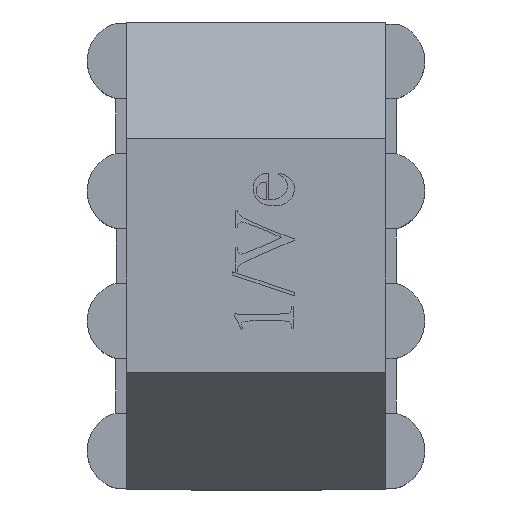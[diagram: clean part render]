
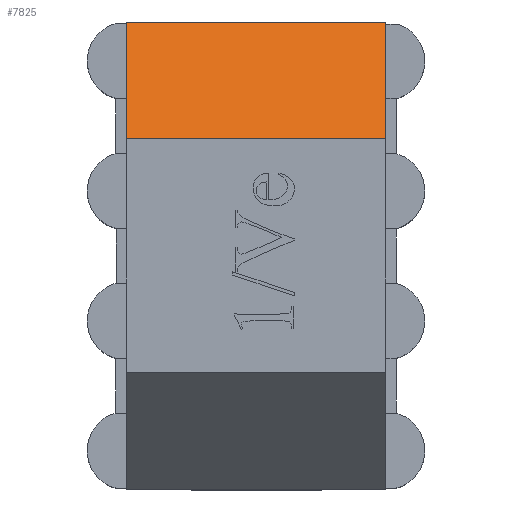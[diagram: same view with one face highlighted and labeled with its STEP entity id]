
A CAD part, top view. The second image highlights one B-rep face of the part: STEP entity #7825.
In plain terms, the highlighted planar face has unit normal (0, 0.743, 0.669).
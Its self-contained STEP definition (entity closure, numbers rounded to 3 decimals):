
#4531 = PLANE('',#4532);
#4532 = AXIS2_PLACEMENT_3D('',#4533,#4534,#4535);
#4533 = CARTESIAN_POINT('',(1.5,13.5,20.));
#4534 = DIRECTION('',(0.,0.,1.));
#4535 = DIRECTION('',(1.,0.,0.));
#4626 = VERTEX_POINT('',#4627);
#4627 = CARTESIAN_POINT('',(1.5,13.5,20.));
#4643 = PLANE('',#4644);
#4644 = AXIS2_PLACEMENT_3D('',#4645,#4646,#4647);
#4645 = CARTESIAN_POINT('',(1.5,0.,1.5));
#4646 = DIRECTION('',(-1.,0.,0.));
#4647 = DIRECTION('',(0.,0.,-1.));
#4684 = VERTEX_POINT('',#4685);
#4685 = CARTESIAN_POINT('',(11.5,13.5,20.));
#4699 = PLANE('',#4700);
#4700 = AXIS2_PLACEMENT_3D('',#4701,#4702,#4703);
#4701 = CARTESIAN_POINT('',(11.5,10.051,7.5));
#4702 = DIRECTION('',(1.,0.,0.));
#4703 = DIRECTION('',(0.,0.,1.));
#4711 = EDGE_CURVE('',#4684,#4626,#4712,.T.);
#4712 = SURFACE_CURVE('',#4713,(#4717,#4724),.PCURVE_S1.);
#4713 = LINE('',#4714,#4715);
#4714 = CARTESIAN_POINT('',(11.5,13.5,20.));
#4715 = VECTOR('',#4716,1.);
#4716 = DIRECTION('',(-1.,0.,0.));
#4717 = PCURVE('',#4531,#4718);
#4718 = DEFINITIONAL_REPRESENTATION('',(#4719),#4723);
#4719 = LINE('',#4720,#4721);
#4720 = CARTESIAN_POINT('',(10.,0.));
#4721 = VECTOR('',#4722,1.);
#4722 = DIRECTION('',(-1.,0.));
#4723 = ( GEOMETRIC_REPRESENTATION_CONTEXT(2) 
PARAMETRIC_REPRESENTATION_CONTEXT() REPRESENTATION_CONTEXT('2D SPACE',''
  ) );
#4724 = PCURVE('',#4725,#4730);
#4725 = PLANE('',#4726);
#4726 = AXIS2_PLACEMENT_3D('',#4727,#4728,#4729);
#4727 = CARTESIAN_POINT('',(1.5,18.,15.));
#4728 = DIRECTION('',(0.,0.743,0.669));
#4729 = DIRECTION('',(0.,-0.669,0.743));
#4730 = DEFINITIONAL_REPRESENTATION('',(#4731),#4735);
#4731 = LINE('',#4732,#4733);
#4732 = CARTESIAN_POINT('',(6.727,10.));
#4733 = VECTOR('',#4734,1.);
#4734 = DIRECTION('',(0.,-1.));
#4735 = ( GEOMETRIC_REPRESENTATION_CONTEXT(2) 
PARAMETRIC_REPRESENTATION_CONTEXT() REPRESENTATION_CONTEXT('2D SPACE',''
  ) );
#7825 = ADVANCED_FACE('',(#7826),#4725,.T.);
#7826 = FACE_BOUND('',#7827,.T.);
#7827 = EDGE_LOOP('',(#7828,#7851,#7852,#7875));
#7828 = ORIENTED_EDGE('',*,*,#7829,.F.);
#7829 = EDGE_CURVE('',#4626,#7830,#7832,.T.);
#7830 = VERTEX_POINT('',#7831);
#7831 = CARTESIAN_POINT('',(1.5,18.,15.));
#7832 = SURFACE_CURVE('',#7833,(#7837,#7844),.PCURVE_S1.);
#7833 = LINE('',#7834,#7835);
#7834 = CARTESIAN_POINT('',(1.5,13.5,20.));
#7835 = VECTOR('',#7836,1.);
#7836 = DIRECTION('',(0.,0.669,-0.743));
#7837 = PCURVE('',#4725,#7838);
#7838 = DEFINITIONAL_REPRESENTATION('',(#7839),#7843);
#7839 = LINE('',#7840,#7841);
#7840 = CARTESIAN_POINT('',(6.727,0.));
#7841 = VECTOR('',#7842,1.);
#7842 = DIRECTION('',(-1.,0.));
#7843 = ( GEOMETRIC_REPRESENTATION_CONTEXT(2) 
PARAMETRIC_REPRESENTATION_CONTEXT() REPRESENTATION_CONTEXT('2D SPACE',''
  ) );
#7844 = PCURVE('',#4643,#7845);
#7845 = DEFINITIONAL_REPRESENTATION('',(#7846),#7850);
#7846 = LINE('',#7847,#7848);
#7847 = CARTESIAN_POINT('',(-18.5,-13.5));
#7848 = VECTOR('',#7849,1.);
#7849 = DIRECTION('',(0.743,-0.669));
#7850 = ( GEOMETRIC_REPRESENTATION_CONTEXT(2) 
PARAMETRIC_REPRESENTATION_CONTEXT() REPRESENTATION_CONTEXT('2D SPACE',''
  ) );
#7851 = ORIENTED_EDGE('',*,*,#4711,.F.);
#7852 = ORIENTED_EDGE('',*,*,#7853,.F.);
#7853 = EDGE_CURVE('',#7854,#4684,#7856,.T.);
#7854 = VERTEX_POINT('',#7855);
#7855 = CARTESIAN_POINT('',(11.5,18.,15.));
#7856 = SURFACE_CURVE('',#7857,(#7861,#7868),.PCURVE_S1.);
#7857 = LINE('',#7858,#7859);
#7858 = CARTESIAN_POINT('',(11.5,18.,15.));
#7859 = VECTOR('',#7860,1.);
#7860 = DIRECTION('',(0.,-0.669,0.743));
#7861 = PCURVE('',#4725,#7862);
#7862 = DEFINITIONAL_REPRESENTATION('',(#7863),#7867);
#7863 = LINE('',#7864,#7865);
#7864 = CARTESIAN_POINT('',(0.,10.));
#7865 = VECTOR('',#7866,1.);
#7866 = DIRECTION('',(1.,0.));
#7867 = ( GEOMETRIC_REPRESENTATION_CONTEXT(2) 
PARAMETRIC_REPRESENTATION_CONTEXT() REPRESENTATION_CONTEXT('2D SPACE',''
  ) );
#7868 = PCURVE('',#4699,#7869);
#7869 = DEFINITIONAL_REPRESENTATION('',(#7870),#7874);
#7870 = LINE('',#7871,#7872);
#7871 = CARTESIAN_POINT('',(7.5,-7.949));
#7872 = VECTOR('',#7873,1.);
#7873 = DIRECTION('',(0.743,0.669));
#7874 = ( GEOMETRIC_REPRESENTATION_CONTEXT(2) 
PARAMETRIC_REPRESENTATION_CONTEXT() REPRESENTATION_CONTEXT('2D SPACE',''
  ) );
#7875 = ORIENTED_EDGE('',*,*,#7876,.T.);
#7876 = EDGE_CURVE('',#7854,#7830,#7877,.T.);
#7877 = SURFACE_CURVE('',#7878,(#7882,#7889),.PCURVE_S1.);
#7878 = LINE('',#7879,#7880);
#7879 = CARTESIAN_POINT('',(11.5,18.,15.));
#7880 = VECTOR('',#7881,1.);
#7881 = DIRECTION('',(-1.,0.,0.));
#7882 = PCURVE('',#4725,#7883);
#7883 = DEFINITIONAL_REPRESENTATION('',(#7884),#7888);
#7884 = LINE('',#7885,#7886);
#7885 = CARTESIAN_POINT('',(0.,10.));
#7886 = VECTOR('',#7887,1.);
#7887 = DIRECTION('',(0.,-1.));
#7888 = ( GEOMETRIC_REPRESENTATION_CONTEXT(2) 
PARAMETRIC_REPRESENTATION_CONTEXT() REPRESENTATION_CONTEXT('2D SPACE',''
  ) );
#7889 = PCURVE('',#7890,#7895);
#7890 = PLANE('',#7891);
#7891 = AXIS2_PLACEMENT_3D('',#7892,#7893,#7894);
#7892 = CARTESIAN_POINT('',(1.5,18.,15.));
#7893 = DIRECTION('',(0.,1.,0.));
#7894 = DIRECTION('',(0.,0.,1.));
#7895 = DEFINITIONAL_REPRESENTATION('',(#7896),#7900);
#7896 = LINE('',#7897,#7898);
#7897 = CARTESIAN_POINT('',(0.,10.));
#7898 = VECTOR('',#7899,1.);
#7899 = DIRECTION('',(0.,-1.));
#7900 = ( GEOMETRIC_REPRESENTATION_CONTEXT(2) 
PARAMETRIC_REPRESENTATION_CONTEXT() REPRESENTATION_CONTEXT('2D SPACE',''
  ) );
